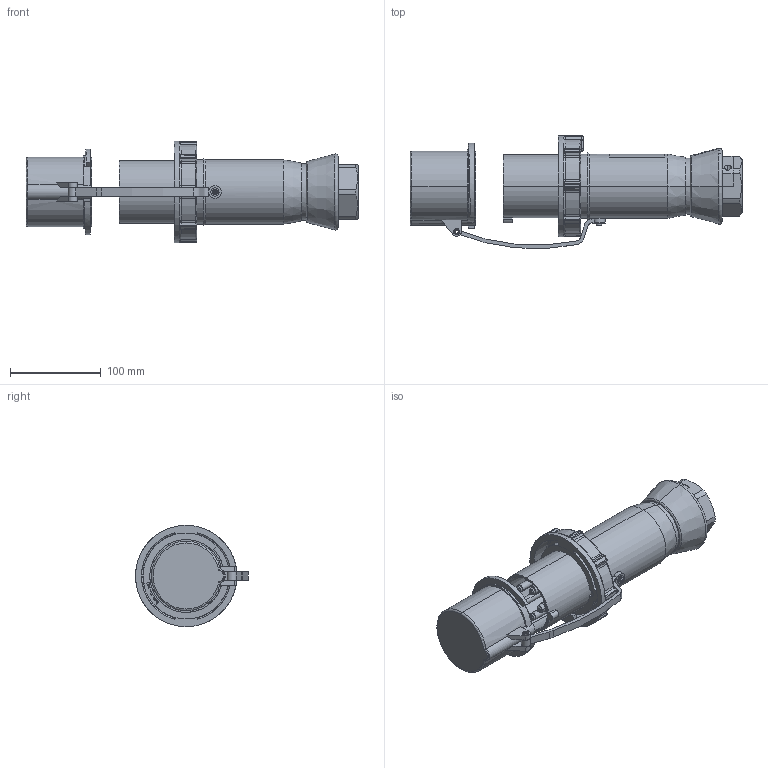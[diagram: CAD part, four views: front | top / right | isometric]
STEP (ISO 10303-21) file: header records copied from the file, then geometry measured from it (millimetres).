
FILE_DESCRIPTION (( 'STEP AP203' ), '1' );
FILE_NAME ('8579_22-5__.STEP', '2014-02-07T09:55:56', ( 'Admin' ), ( 'R. STAHL AG' ), 'SwSTEP 2.0', 'SolidWorks 2013', '' );
FILE_SCHEMA (( 'CONFIG_CONTROL_DESIGN' ));
Length unit declared in the file: millimetre
Products named in the file (21): 506_204_0_7; 85_799_02_28_0s; 85_799_03_64_0; 85_799_02_04_2; 397_620_0_3d export; 505_720_0; 85_799_01_95_0_eingebaut in 8579-12; 505_079_0_Erweitert; 506_453_0; 515_695_0_eingebaut in 8579-12; 506_824_0_DIN 6903-A3; 85_799_01_90_0; 515_761_0_eingebaut in 8579-2; 8579_22-5__; 85_799_01_28_0; 515_844_0_eingebaut in 8579; 505_697_0; 85_799_02_64_0; 506_704_0; 506_603_0_6; 85_799_01_66_0s
Assembly tree (31 placements, depth 2):
  8579_22-5__
    85_799_02_04_2
    85_799_01_95_0_eingebaut in 8579-12
    515_695_0_eingebaut in 8579-12  x4
    515_761_0_eingebaut in 8579-2
    515_844_0_eingebaut in 8579
    85_799_02_64_0  x4
    506_603_0_6  x4
    506_204_0_7
    85_799_03_64_0
    505_720_0  x3
    506_453_0
    85_799_01_90_0
    85_799_01_28_0
    505_697_0
    506_704_0
    85_799_01_66_0s
    85_799_02_28_0s
    397_620_0_3d export
    505_079_0_Erweitert
    506_824_0_DIN 6903-A3
Bounding box: 366.8 x 124.82 x 112 mm (x, y, z)
Volume: 538730.1 mm3; surface area: 289526.5 mm2
Topology: 33 solids, 33 shells, 1937 faces, 4930 edges, 3121 vertices
Faces by surface type: cylinder 738, plane 569, bspline 298, torus 207, cone 103, sphere 22
Entity records: 68698 total; most frequent: CARTESIAN_POINT 29567, ORIENTED_EDGE 8048, DIRECTION 7214, EDGE_CURVE 4024, AXIS2_PLACEMENT_3D 2794, VERTEX_POINT 2539, EDGE_LOOP 1721, VECTOR 1626
